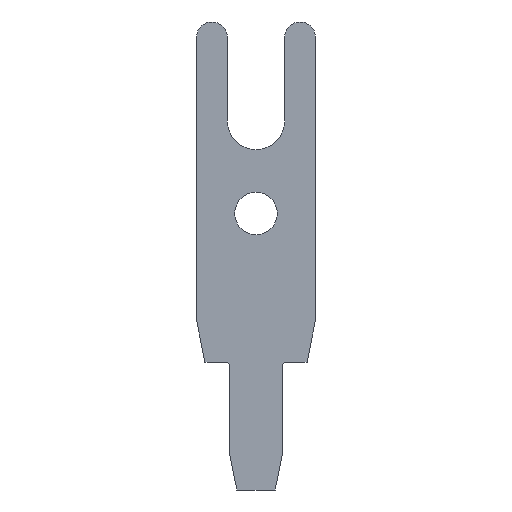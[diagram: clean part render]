
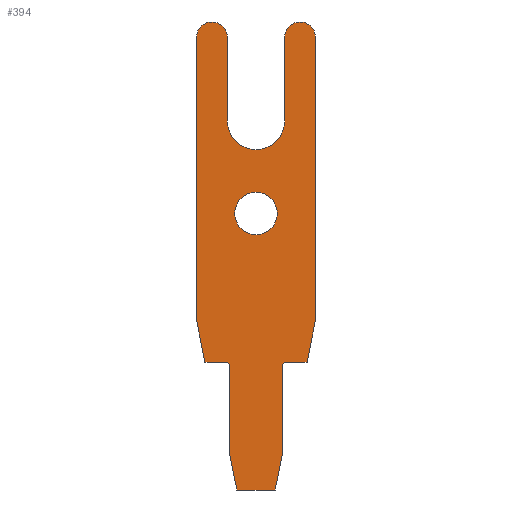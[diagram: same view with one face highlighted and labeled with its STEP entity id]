
A CAD part, front view. The second image highlights one B-rep face of the part: STEP entity #394.
In plain terms, the highlighted planar face has unit normal (0, -1, 0).
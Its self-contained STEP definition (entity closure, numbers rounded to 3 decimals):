
#18=LINE($,#573,#62);
#19=LINE($,#577,#63);
#20=LINE($,#579,#64);
#21=LINE($,#581,#65);
#22=LINE($,#585,#66);
#23=LINE($,#587,#67);
#24=LINE($,#589,#68);
#25=LINE($,#591,#69);
#26=LINE($,#593,#70);
#27=LINE($,#597,#71);
#28=LINE($,#599,#72);
#29=LINE($,#601,#73);
#30=LINE($,#604,#74);
#62=VECTOR($,#462,1.963);
#63=VECTOR($,#465,6.638);
#64=VECTOR($,#466,1.02);
#65=VECTOR($,#467,0.485);
#66=VECTOR($,#470,2.1);
#67=VECTOR($,#471,0.817);
#68=VECTOR($,#472,0.9);
#69=VECTOR($,#473,0.817);
#70=VECTOR($,#474,2.1);
#71=VECTOR($,#477,0.485);
#72=VECTOR($,#478,1.02);
#73=VECTOR($,#479,6.638);
#74=VECTOR($,#482,1.963);
#106=PLANE($,#420);
#122=FACE_BOUND($,#148,.T.);
#125=FACE_OUTER_BOUND($,#147,.T.);
#147=EDGE_LOOP($,(#277,#278,#279,#280,#281,#282,#283,#284,#285,#286,#287,
#288,#289,#290,#291,#292,#293,#294));
#148=EDGE_LOOP($,(#295));
#169=CIRCLE($,#418,0.5);
#171=CIRCLE($,#421,0.675);
#172=CIRCLE($,#422,0.363);
#173=CIRCLE($,#423,0.1);
#174=CIRCLE($,#424,0.1);
#175=CIRCLE($,#425,0.363);
#181=VERTEX_POINT($,#564);
#183=VERTEX_POINT($,#569);
#184=VERTEX_POINT($,#570);
#185=VERTEX_POINT($,#572);
#186=VERTEX_POINT($,#574);
#187=VERTEX_POINT($,#576);
#188=VERTEX_POINT($,#578);
#189=VERTEX_POINT($,#580);
#190=VERTEX_POINT($,#582);
#191=VERTEX_POINT($,#584);
#192=VERTEX_POINT($,#586);
#193=VERTEX_POINT($,#588);
#194=VERTEX_POINT($,#590);
#195=VERTEX_POINT($,#592);
#196=VERTEX_POINT($,#594);
#197=VERTEX_POINT($,#596);
#198=VERTEX_POINT($,#598);
#199=VERTEX_POINT($,#600);
#200=VERTEX_POINT($,#602);
#219=EDGE_CURVE($,#181,#181,#169,.T.);
#221=EDGE_CURVE($,#183,#184,#171,.T.);
#222=EDGE_CURVE($,#184,#185,#18,.T.);
#223=EDGE_CURVE($,#185,#186,#172,.T.);
#224=EDGE_CURVE($,#186,#187,#19,.T.);
#225=EDGE_CURVE($,#187,#188,#20,.T.);
#226=EDGE_CURVE($,#188,#189,#21,.T.);
#227=EDGE_CURVE($,#189,#190,#173,.T.);
#228=EDGE_CURVE($,#190,#191,#22,.T.);
#229=EDGE_CURVE($,#191,#192,#23,.T.);
#230=EDGE_CURVE($,#192,#193,#24,.T.);
#231=EDGE_CURVE($,#193,#194,#25,.T.);
#232=EDGE_CURVE($,#194,#195,#26,.T.);
#233=EDGE_CURVE($,#195,#196,#174,.T.);
#234=EDGE_CURVE($,#196,#197,#27,.T.);
#235=EDGE_CURVE($,#197,#198,#28,.T.);
#236=EDGE_CURVE($,#198,#199,#29,.T.);
#237=EDGE_CURVE($,#199,#200,#175,.T.);
#238=EDGE_CURVE($,#200,#183,#30,.T.);
#277=ORIENTED_EDGE($,*,*,#221,.T.);
#278=ORIENTED_EDGE($,*,*,#222,.T.);
#279=ORIENTED_EDGE($,*,*,#223,.T.);
#280=ORIENTED_EDGE($,*,*,#224,.T.);
#281=ORIENTED_EDGE($,*,*,#225,.T.);
#282=ORIENTED_EDGE($,*,*,#226,.T.);
#283=ORIENTED_EDGE($,*,*,#227,.T.);
#284=ORIENTED_EDGE($,*,*,#228,.T.);
#285=ORIENTED_EDGE($,*,*,#229,.T.);
#286=ORIENTED_EDGE($,*,*,#230,.T.);
#287=ORIENTED_EDGE($,*,*,#231,.T.);
#288=ORIENTED_EDGE($,*,*,#232,.T.);
#289=ORIENTED_EDGE($,*,*,#233,.T.);
#290=ORIENTED_EDGE($,*,*,#234,.T.);
#291=ORIENTED_EDGE($,*,*,#235,.T.);
#292=ORIENTED_EDGE($,*,*,#236,.T.);
#293=ORIENTED_EDGE($,*,*,#237,.T.);
#294=ORIENTED_EDGE($,*,*,#238,.T.);
#295=ORIENTED_EDGE($,*,*,#219,.F.);
#394=ADVANCED_FACE($,(#125,#122),#106,.T.);
#418=AXIS2_PLACEMENT_3D($,#565,#454,#455);
#420=AXIS2_PLACEMENT_3D($,#568,#458,#459);
#421=AXIS2_PLACEMENT_3D($,#571,#460,#461);
#422=AXIS2_PLACEMENT_3D($,#575,#463,#464);
#423=AXIS2_PLACEMENT_3D($,#583,#468,#469);
#424=AXIS2_PLACEMENT_3D($,#595,#475,#476);
#425=AXIS2_PLACEMENT_3D($,#603,#480,#481);
#454=DIRECTION('center_axis',(0.,-1.,0.));
#455=DIRECTION('ref_axis',(1.,0.,0.));
#458=DIRECTION('center_axis',(0.,-1.,0.));
#459=DIRECTION('ref_axis',(1.,0.,0.));
#460=DIRECTION('center_axis',(0.,1.,0.));
#461=DIRECTION('ref_axis',(1.,0.,0.));
#462=DIRECTION($,(0.,0.,1.));
#463=DIRECTION('center_axis',(0.,-1.,0.));
#464=DIRECTION('ref_axis',(1.,0.,0.));
#465=DIRECTION($,(0.,0.,-1.));
#466=DIRECTION($,(0.196,0.,-0.981));
#467=DIRECTION($,(1.,0.,0.));
#468=DIRECTION('center_axis',(0.,1.,0.));
#469=DIRECTION('ref_axis',(1.,0.,0.));
#470=DIRECTION($,(0.,0.,-1.));
#471=DIRECTION($,(0.202,0.,-0.979));
#472=DIRECTION($,(1.,0.,0.));
#473=DIRECTION($,(0.202,0.,0.979));
#474=DIRECTION($,(0.,0.,1.));
#475=DIRECTION('center_axis',(0.,1.,0.));
#476=DIRECTION('ref_axis',(1.,0.,0.));
#477=DIRECTION($,(1.,0.,0.));
#478=DIRECTION($,(0.196,0.,0.981));
#479=DIRECTION($,(0.,0.,1.));
#480=DIRECTION('center_axis',(0.,-1.,0.));
#481=DIRECTION('ref_axis',(-1.,0.,0.));
#482=DIRECTION($,(0.,0.,-1.));
#564=CARTESIAN_POINT('',(-0.5,-0.4,3.5));
#565=CARTESIAN_POINT('Origin',(0.,-0.4,3.5));
#568=CARTESIAN_POINT('Origin',(0.,-0.4,5.675));
#569=CARTESIAN_POINT('',(0.675,-0.4,5.675));
#570=CARTESIAN_POINT('',(-0.675,-0.4,5.675));
#571=CARTESIAN_POINT('Origin',(0.,-0.4,5.675));
#572=CARTESIAN_POINT('',(-0.675,-0.4,7.638));
#573=CARTESIAN_POINT($,(-0.675,-0.4,5.675));
#574=CARTESIAN_POINT('',(-1.4,-0.4,7.638));
#575=CARTESIAN_POINT('Origin',(-1.038,-0.4,7.638));
#576=CARTESIAN_POINT('',(-1.4,-0.4,1.));
#577=CARTESIAN_POINT($,(-1.4,-0.4,7.638));
#578=CARTESIAN_POINT('',(-1.2,-0.4,0.));
#579=CARTESIAN_POINT($,(-1.4,-0.4,1.));
#580=CARTESIAN_POINT('',(-0.715,-0.4,0.));
#581=CARTESIAN_POINT($,(-1.2,-0.4,0.));
#582=CARTESIAN_POINT('',(-0.615,-0.4,-0.1));
#583=CARTESIAN_POINT('Origin',(-0.715,-0.4,-0.1));
#584=CARTESIAN_POINT('',(-0.615,-0.4,-2.2));
#585=CARTESIAN_POINT($,(-0.615,-0.4,0.));
#586=CARTESIAN_POINT('',(-0.45,-0.4,-3.));
#587=CARTESIAN_POINT($,(-0.615,-0.4,-2.2));
#588=CARTESIAN_POINT('',(0.45,-0.4,-3.));
#589=CARTESIAN_POINT($,(-0.45,-0.4,-3.));
#590=CARTESIAN_POINT('',(0.615,-0.4,-2.2));
#591=CARTESIAN_POINT($,(0.615,-0.4,-2.2));
#592=CARTESIAN_POINT('',(0.615,-0.4,-0.1));
#593=CARTESIAN_POINT($,(0.615,-0.4,0.));
#594=CARTESIAN_POINT('',(0.715,-0.4,0.));
#595=CARTESIAN_POINT('Origin',(0.715,-0.4,-0.1));
#596=CARTESIAN_POINT('',(1.2,-0.4,0.));
#597=CARTESIAN_POINT($,(1.2,-0.4,0.));
#598=CARTESIAN_POINT('',(1.4,-0.4,1.));
#599=CARTESIAN_POINT($,(1.4,-0.4,1.));
#600=CARTESIAN_POINT('',(1.4,-0.4,7.638));
#601=CARTESIAN_POINT($,(1.4,-0.4,7.638));
#602=CARTESIAN_POINT('',(0.675,-0.4,7.638));
#603=CARTESIAN_POINT('Origin',(1.038,-0.4,7.638));
#604=CARTESIAN_POINT($,(0.675,-0.4,5.675));
